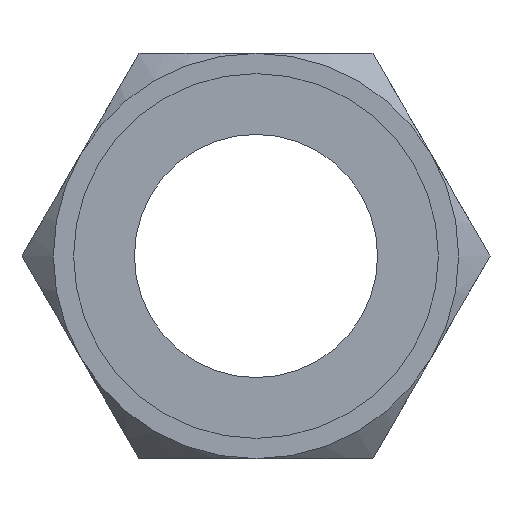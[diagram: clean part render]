
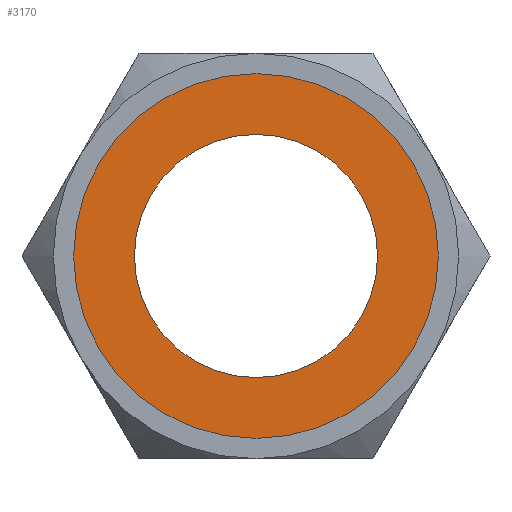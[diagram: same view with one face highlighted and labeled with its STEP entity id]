
A CAD part, left-side view. The second image highlights one B-rep face of the part: STEP entity #3170.
In plain terms, the highlighted planar face has unit normal (-1, 0, 0).
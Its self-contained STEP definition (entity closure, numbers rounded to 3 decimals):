
#91 = VERTEX_POINT ( 'NONE', #3928 ) ;
#271 = CARTESIAN_POINT ( 'NONE',  ( 0., 0., 0. ) ) ;
#399 = VERTEX_POINT ( 'NONE', #1025 ) ;
#474 = EDGE_CURVE ( 'NONE', #91, #5519, #3322, .T. ) ;
#481 = AXIS2_PLACEMENT_3D ( 'NONE', #5568, #2501, #2929 ) ;
#539 = CARTESIAN_POINT ( 'NONE',  ( 0., 0., -6.75 ) ) ;
#550 = DIRECTION ( 'NONE',  ( 0., 0., 1. ) ) ;
#1025 = CARTESIAN_POINT ( 'NONE',  ( 0., 0., 4.5 ) ) ;
#1193 = ORIENTED_EDGE ( 'NONE', *, *, #5635, .T. ) ;
#1194 = EDGE_LOOP ( 'NONE', ( #4118, #5864 ) ) ;
#1203 = DIRECTION ( 'NONE',  ( 1., 0., 0. ) ) ;
#1260 = DIRECTION ( 'NONE',  ( 1., 0., 0. ) ) ;
#1307 = CARTESIAN_POINT ( 'NONE',  ( 0., 0., 0. ) ) ;
#1909 = AXIS2_PLACEMENT_3D ( 'NONE', #5809, #1260, #4839 ) ;
#1961 = ORIENTED_EDGE ( 'NONE', *, *, #5151, .T. ) ;
#2307 = CARTESIAN_POINT ( 'NONE',  ( 0., 0., 0. ) ) ;
#2421 = PLANE ( 'NONE',  #3896 ) ;
#2501 = DIRECTION ( 'NONE',  ( -1., 0., 0. ) ) ;
#2929 = DIRECTION ( 'NONE',  ( 0., 0., 1. ) ) ;
#3170 = ADVANCED_FACE ( 'NONE', ( #3241, #5552 ), #2421, .F. ) ;
#3241 = FACE_BOUND ( 'NONE', #5279, .T. ) ;
#3322 = CIRCLE ( 'NONE', #4817, 6.75 ) ;
#3896 = AXIS2_PLACEMENT_3D ( 'NONE', #2307, #4384, #5820 ) ;
#3928 = CARTESIAN_POINT ( 'NONE',  ( 0., 0., 6.75 ) ) ;
#3994 = CIRCLE ( 'NONE', #4742, 4.5 ) ;
#4118 = ORIENTED_EDGE ( 'NONE', *, *, #474, .T. ) ;
#4384 = DIRECTION ( 'NONE',  ( 1., 0., 0. ) ) ;
#4419 = DIRECTION ( 'NONE',  ( 0., 0., -1. ) ) ;
#4459 = CIRCLE ( 'NONE', #1909, 4.5 ) ;
#4547 = VERTEX_POINT ( 'NONE', #5477 ) ;
#4610 = DIRECTION ( 'NONE',  ( -1., 0., 0. ) ) ;
#4742 = AXIS2_PLACEMENT_3D ( 'NONE', #271, #1203, #4419 ) ;
#4817 = AXIS2_PLACEMENT_3D ( 'NONE', #1307, #4610, #550 ) ;
#4839 = DIRECTION ( 'NONE',  ( 0., 0., -1. ) ) ;
#4966 = EDGE_CURVE ( 'NONE', #5519, #91, #5226, .T. ) ;
#5151 = EDGE_CURVE ( 'NONE', #399, #4547, #3994, .T. ) ;
#5226 = CIRCLE ( 'NONE', #481, 6.75 ) ;
#5279 = EDGE_LOOP ( 'NONE', ( #1961, #1193 ) ) ;
#5477 = CARTESIAN_POINT ( 'NONE',  ( 0., 0., -4.5 ) ) ;
#5519 = VERTEX_POINT ( 'NONE', #539 ) ;
#5552 = FACE_OUTER_BOUND ( 'NONE', #1194, .T. ) ;
#5568 = CARTESIAN_POINT ( 'NONE',  ( 0., 0., 0. ) ) ;
#5635 = EDGE_CURVE ( 'NONE', #4547, #399, #4459, .T. ) ;
#5809 = CARTESIAN_POINT ( 'NONE',  ( 0., 0., 0. ) ) ;
#5820 = DIRECTION ( 'NONE',  ( 0., 0., -1. ) ) ;
#5864 = ORIENTED_EDGE ( 'NONE', *, *, #4966, .T. ) ;
